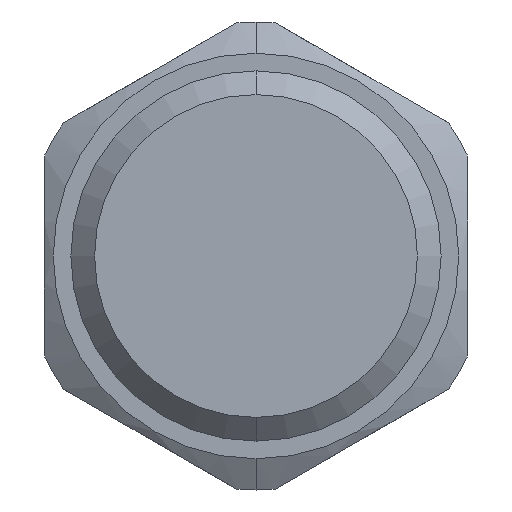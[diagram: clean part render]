
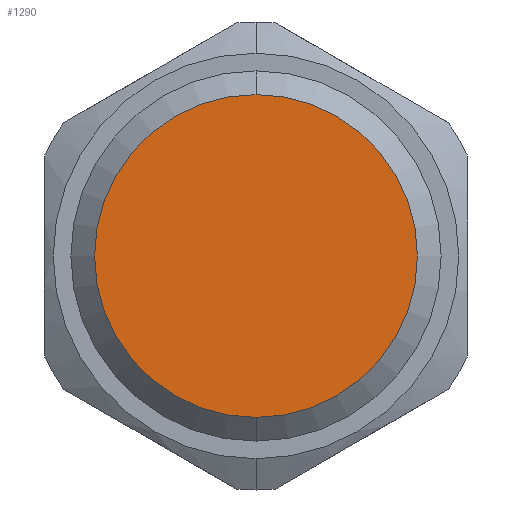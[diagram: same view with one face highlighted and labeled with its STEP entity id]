
A CAD part, left-side view. The second image highlights one B-rep face of the part: STEP entity #1290.
In plain terms, the highlighted planar face has unit normal (-1, 0, 0).
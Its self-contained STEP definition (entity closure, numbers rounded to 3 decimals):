
#805 = DIRECTION ( 'NONE',  ( 0., 0., 1. ) ) ;
#1202 = DIRECTION ( 'NONE',  ( -1., 0., 0. ) ) ;
#1290 = ADVANCED_FACE ( 'NONE', ( #7679 ), #6684, .T. ) ;
#1947 = CARTESIAN_POINT ( 'NONE',  ( -61.2, 0., 0. ) ) ;
#2170 = AXIS2_PLACEMENT_3D ( 'NONE', #2607, #4263, #805 ) ;
#2607 = CARTESIAN_POINT ( 'NONE',  ( -61.2, 0., 0. ) ) ;
#2674 = AXIS2_PLACEMENT_3D ( 'NONE', #1947, #1202, #10166 ) ;
#3515 = VERTEX_POINT ( 'NONE', #3570 ) ;
#3570 = CARTESIAN_POINT ( 'NONE',  ( -61.2, 0., 10.9 ) ) ;
#3587 = VERTEX_POINT ( 'NONE', #7555 ) ;
#4263 = DIRECTION ( 'NONE',  ( -1., 0., 0. ) ) ;
#5766 = AXIS2_PLACEMENT_3D ( 'NONE', #8200, #7379, #6605 ) ;
#6301 = ORIENTED_EDGE ( 'NONE', *, *, #10553, .T. ) ;
#6605 = DIRECTION ( 'NONE',  ( 0., 0., 1. ) ) ;
#6684 = PLANE ( 'NONE',  #2170 ) ;
#7379 = DIRECTION ( 'NONE',  ( -1., 0., 0. ) ) ;
#7555 = CARTESIAN_POINT ( 'NONE',  ( -61.2, 0., -10.9 ) ) ;
#7679 = FACE_OUTER_BOUND ( 'NONE', #9362, .T. ) ;
#8009 = ORIENTED_EDGE ( 'NONE', *, *, #9783, .T. ) ;
#8200 = CARTESIAN_POINT ( 'NONE',  ( -61.2, 0., 0. ) ) ;
#8468 = CIRCLE ( 'NONE', #5766, 10.9 ) ;
#9117 = CIRCLE ( 'NONE', #2674, 10.9 ) ;
#9362 = EDGE_LOOP ( 'NONE', ( #6301, #8009 ) ) ;
#9783 = EDGE_CURVE ( 'NONE', #3515, #3587, #9117, .T. ) ;
#10166 = DIRECTION ( 'NONE',  ( 0., 0., 1. ) ) ;
#10553 = EDGE_CURVE ( 'NONE', #3587, #3515, #8468, .T. ) ;
